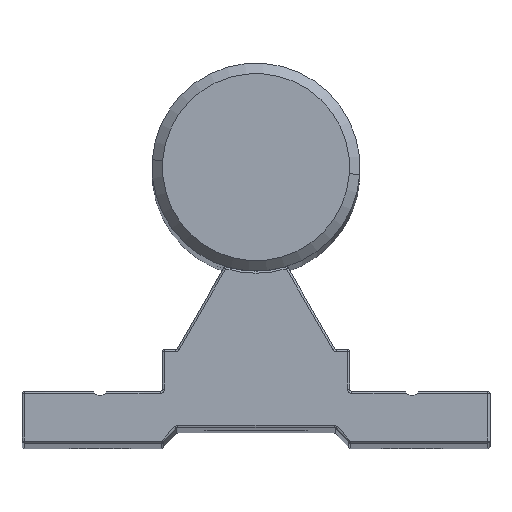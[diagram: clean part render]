
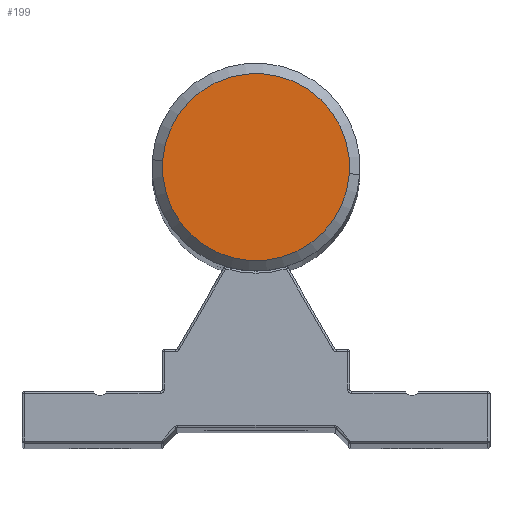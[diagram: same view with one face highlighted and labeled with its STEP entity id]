
A CAD part, top view. The second image highlights one B-rep face of the part: STEP entity #199.
In plain terms, the highlighted planar face has unit normal (0, 0, 1).
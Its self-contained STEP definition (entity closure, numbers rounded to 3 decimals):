
#13 = CIRCLE ( 'NONE', #1999, 9. ) ;
#199 = ADVANCED_FACE ( 'NONE', ( #204 ), #3281, .T. ) ;
#204 = FACE_OUTER_BOUND ( 'NONE', #4744, .T. ) ;
#241 = DIRECTION ( 'NONE',  ( 1., 0., 0. ) ) ;
#531 = EDGE_CURVE ( 'NONE', #1440, #4030, #4411, .T. ) ;
#949 = AXIS2_PLACEMENT_3D ( 'NONE', #3832, #5598, #2435 ) ;
#1332 = DIRECTION ( 'NONE',  ( 1., 0., 0. ) ) ;
#1385 = DIRECTION ( 'NONE',  ( 0., 0., 1. ) ) ;
#1440 = VERTEX_POINT ( 'NONE', #3030 ) ;
#1601 = CARTESIAN_POINT ( 'NONE',  ( 0., 0., 300. ) ) ;
#1750 = ORIENTED_EDGE ( 'NONE', *, *, #531, .T. ) ;
#1999 = AXIS2_PLACEMENT_3D ( 'NONE', #1601, #2503, #241 ) ;
#2435 = DIRECTION ( 'NONE',  ( 1., 0., 0. ) ) ;
#2503 = DIRECTION ( 'NONE',  ( 0., 0., 1. ) ) ;
#3030 = CARTESIAN_POINT ( 'NONE',  ( 9., 0., 300. ) ) ;
#3281 = PLANE ( 'NONE',  #5536 ) ;
#3525 = CARTESIAN_POINT ( 'NONE',  ( -9., 0., 300. ) ) ;
#3712 = ORIENTED_EDGE ( 'NONE', *, *, #5201, .T. ) ;
#3832 = CARTESIAN_POINT ( 'NONE',  ( 0., 0., 300. ) ) ;
#4030 = VERTEX_POINT ( 'NONE', #3525 ) ;
#4411 = CIRCLE ( 'NONE', #949, 9. ) ;
#4744 = EDGE_LOOP ( 'NONE', ( #3712, #1750 ) ) ;
#4931 = CARTESIAN_POINT ( 'NONE',  ( 0., 0., 300. ) ) ;
#5201 = EDGE_CURVE ( 'NONE', #4030, #1440, #13, .T. ) ;
#5536 = AXIS2_PLACEMENT_3D ( 'NONE', #4931, #1385, #1332 ) ;
#5598 = DIRECTION ( 'NONE',  ( 0., 0., 1. ) ) ;
